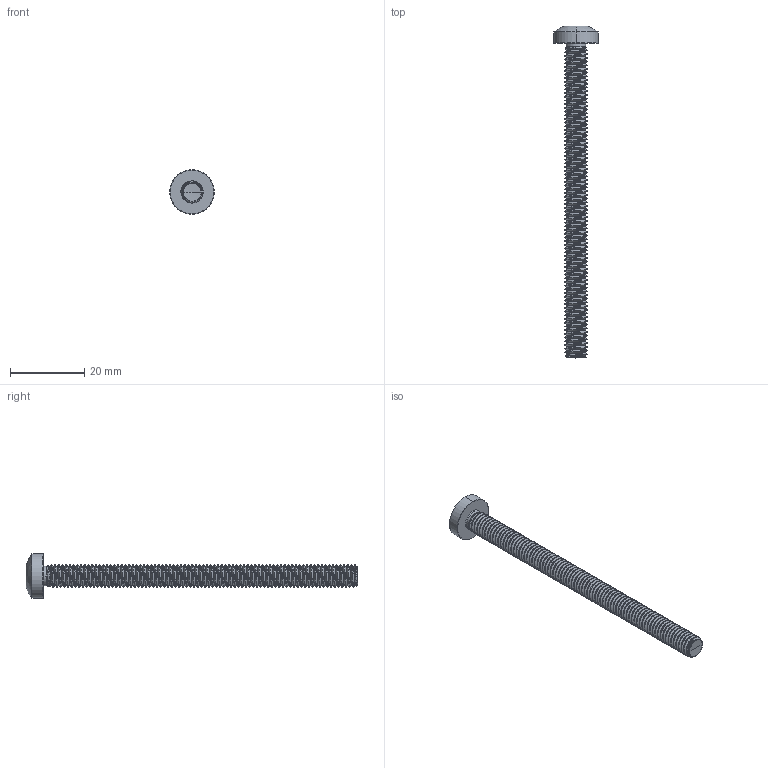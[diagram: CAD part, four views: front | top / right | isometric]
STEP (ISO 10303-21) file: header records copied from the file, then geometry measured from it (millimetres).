
FILE_DESCRIPTION (( 'STEP AP203' ), '1' );
FILE_NAME ('STM390600850.STEP', '2020-12-23T18:15:04', ( '' ), ( '' ), 'SwSTEP 2.0', 'SolidWorks 2015', '' );
FILE_SCHEMA (( 'CONFIG_CONTROL_DESIGN' ));
Length unit declared in the file: millimetre
Products named in the file (2): STM390600850
Bounding box: 12 x 89.6 x 12 mm (x, y, z)
Volume: 2332.3 mm3; surface area: 2789.9 mm2
Topology: 1 solids, 1 shells, 240 faces, 678 edges, 440 vertices
Faces by surface type: cylinder 189, bspline 18, torus 13, cone 13, sphere 4, plane 3
Entity records: 51338 total; most frequent: CARTESIAN_POINT 46198, ORIENTED_EDGE 1344, DIRECTION 768, EDGE_CURVE 672, VERTEX_POINT 438, AXIS2_PLACEMENT_3D 285, EDGE_LOOP 240, ADVANCED_FACE 238
